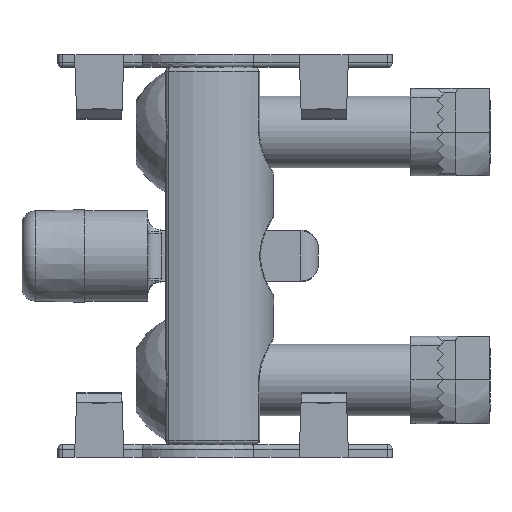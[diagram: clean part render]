
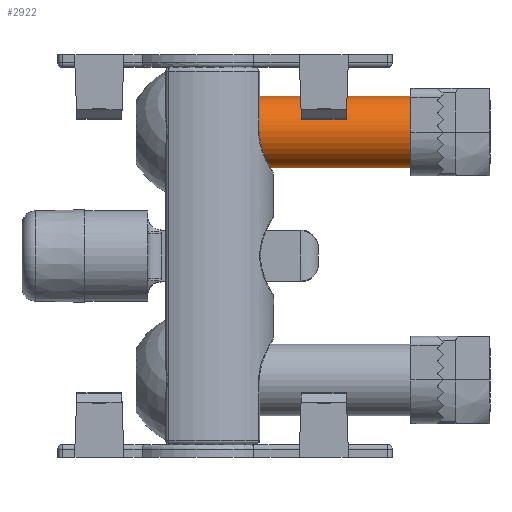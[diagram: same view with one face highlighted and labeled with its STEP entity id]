
A CAD part, left-side view. The second image highlights one B-rep face of the part: STEP entity #2922.
In plain terms, the highlighted cylindrical face has radius 4 mm (diameter 8 mm), a full revolution.
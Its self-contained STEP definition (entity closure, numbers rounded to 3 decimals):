
#264 = AXIS2_PLACEMENT_3D ( 'NONE', #2495, #8749, #3489 ) ;
#1267 = CIRCLE ( 'NONE', #264, 4. ) ;
#1504 = CARTESIAN_POINT ( 'NONE',  ( 38.9, 0., 4. ) ) ;
#1572 = DIRECTION ( 'NONE',  ( -1., 0., 0. ) ) ;
#1904 = ORIENTED_EDGE ( 'NONE', *, *, #2342, .T. ) ;
#2342 = EDGE_CURVE ( 'NONE', #7264, #7264, #10582, .T. ) ;
#2495 = CARTESIAN_POINT ( 'NONE',  ( 4.6, 0., 0. ) ) ;
#2787 = ORIENTED_EDGE ( 'NONE', *, *, #10740, .T. ) ;
#2922 = ADVANCED_FACE ( 'NONE', ( #4081, #5024 ), #10084, .T. ) ;
#3489 = DIRECTION ( 'NONE',  ( 0., 0., 1. ) ) ;
#3920 = EDGE_LOOP ( 'NONE', ( #1904 ) ) ;
#4081 = FACE_OUTER_BOUND ( 'NONE', #7385, .T. ) ;
#4991 = CARTESIAN_POINT ( 'NONE',  ( 38.9, 0., 0. ) ) ;
#5024 = FACE_OUTER_BOUND ( 'NONE', #3920, .T. ) ;
#7264 = VERTEX_POINT ( 'NONE', #1504 ) ;
#7385 = EDGE_LOOP ( 'NONE', ( #2787 ) ) ;
#7524 = VERTEX_POINT ( 'NONE', #11500 ) ;
#8660 = DIRECTION ( 'NONE',  ( -1., 0., 0. ) ) ;
#8749 = DIRECTION ( 'NONE',  ( 1., 0., 0. ) ) ;
#9933 = CARTESIAN_POINT ( 'NONE',  ( 0., 0., 0. ) ) ;
#10084 = CYLINDRICAL_SURFACE ( 'NONE', #10118, 4. ) ;
#10118 = AXIS2_PLACEMENT_3D ( 'NONE', #9933, #1572, #10152 ) ;
#10152 = DIRECTION ( 'NONE',  ( 0., 0., 1. ) ) ;
#10582 = CIRCLE ( 'NONE', #11571, 4. ) ;
#10740 = EDGE_CURVE ( 'NONE', #7524, #7524, #1267, .T. ) ;
#11500 = CARTESIAN_POINT ( 'NONE',  ( 4.6, 0., 4. ) ) ;
#11550 = DIRECTION ( 'NONE',  ( 0., 0., 1. ) ) ;
#11571 = AXIS2_PLACEMENT_3D ( 'NONE', #4991, #8660, #11550 ) ;
